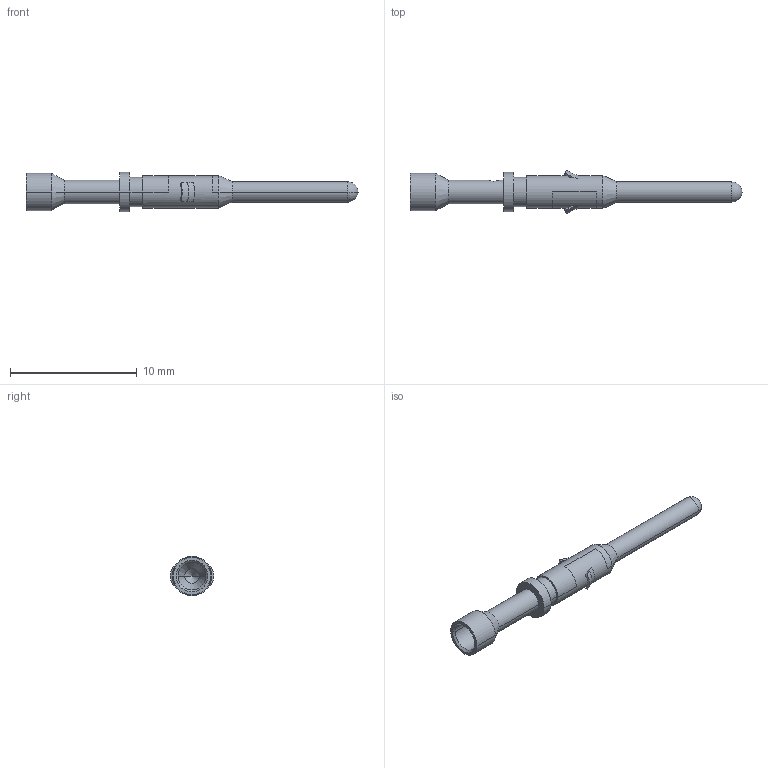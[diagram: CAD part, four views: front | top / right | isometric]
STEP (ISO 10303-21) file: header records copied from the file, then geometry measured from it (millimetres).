
FILE_DESCRIPTION((''),'2;1');
FILE_NAME('MP20M23XX_ASM','2018-08-28T',('Blink.Zhou'),(''),'PRO/ENGINEER BY PARAMETRIC TECHNOLOGY CORPORATION, 2012230','PRO/ENGINEER BY PARAMETRIC TECHNOLOGY CORPORATION, 2012230','');
FILE_SCHEMA(('CONFIG_CONTROL_DESIGN'));
Length unit declared in the file: millimetre
Products named in the file (1): MP20M23XX_ASM
Bounding box: 26.2 x 3.42 x 3.1 mm (x, y, z)
Volume: 81.4 mm3; surface area: 227.7 mm2
Topology: 1 solids, 1 shells, 56 faces, 144 edges, 90 vertices
Faces by surface type: cylinder 26, cone 14, plane 10, torus 4, sphere 2
Entity records: 1849 total; most frequent: CARTESIAN_POINT 443, DIRECTION 298, ORIENTED_EDGE 280, EDGE_CURVE 140, AXIS2_PLACEMENT_3D 122, VERTEX_POINT 90, CIRCLE 66, EDGE_LOOP 62
